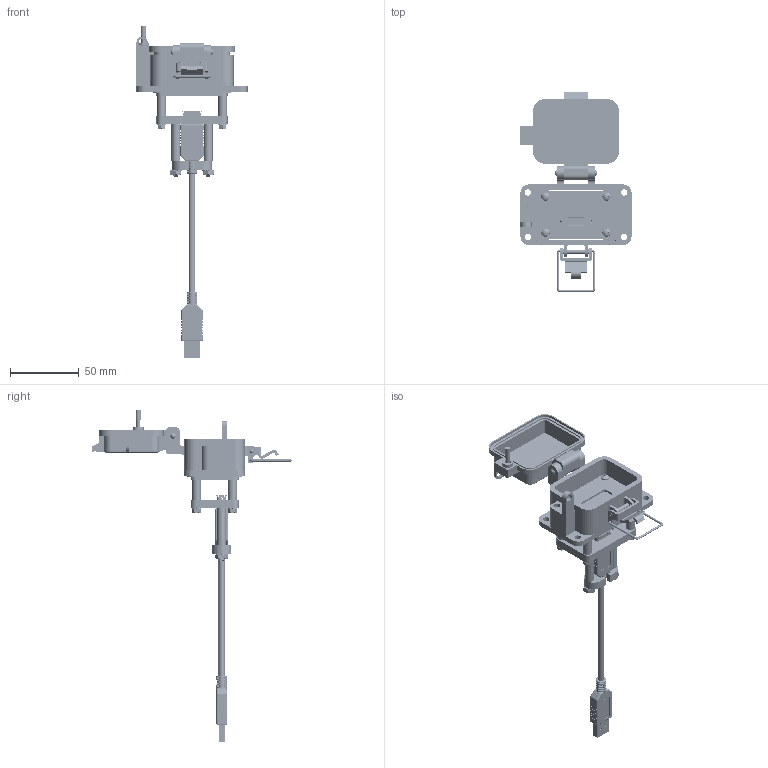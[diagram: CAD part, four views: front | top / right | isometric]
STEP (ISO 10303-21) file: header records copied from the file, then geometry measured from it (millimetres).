
FILE_DESCRIPTION (( 'STEP AP214' ), '1' );
FILE_NAME ('P-P50-B3RX_3D.STEP', '2017-12-07T21:01:17', ( '' ), ( '' ), 'SwSTEP 2.0', 'SolidWorks 2017', '' );
FILE_SCHEMA (( 'AUTOMOTIVE_DESIGN' ));
Length unit declared in the file: millimetre
Products named in the file (14): P-P50-B3RX_TP240_2; P11; Z-020-3047; P-P50-B3RX_TP240_1; P-P50-B3RX_3D; Z-002-M3HN_93825A110; Z-001-SPR916_94639A699; P-P50-B3RX_BP240; Z-000-M3X40PH_92005A135; P-P50-B3RX_FP060; Z-H-B3_B; Z_002_632516HN_90675A007; Z_001_SPR114_94639A210; Z_000_632134FH_91771A156
Assembly tree (25 placements, depth 3):
  P-P50-B3RX_3D
    P-P50-B3RX_TP240_1
    P11
      Z-020-3047
    P-P50-B3RX_TP240_2
    Z_000_632134FH_91771A156  x2
    Z_001_SPR114_94639A210  x2
    Z_002_632516HN_90675A007  x2
    Z-H-B3_B
    P-P50-B3RX_FP060
    Z-000-M3X40PH_92005A135  x4
    P-P50-B3RX_BP240
    Z-001-SPR916_94639A699  x4
    Z-002-M3HN_93825A110  x4
Bounding box: 80.57 x 145.03 x 240.85 mm (x, y, z)
Volume: 84216.3 mm3; surface area: 69238.6 mm2
Topology: 38 solids, 38 shells, 4353 faces, 12490 edges, 8236 vertices
Faces by surface type: cylinder 2683, plane 1114, bspline 266, cone 266, torus 16, sphere 8
Entity records: 105464 total; most frequent: CARTESIAN_POINT 34291, ORIENTED_EDGE 13328, DIRECTION 10640, EDGE_CURVE 6664, VERTEX_POINT 4393, AXIS2_PLACEMENT_3D 3568, LINE 3504, VECTOR 3504
